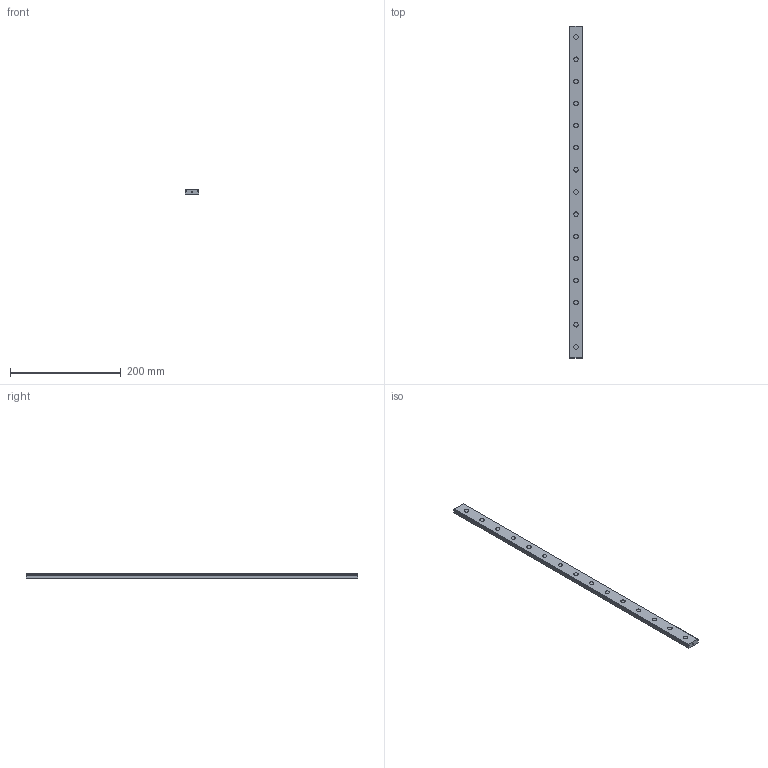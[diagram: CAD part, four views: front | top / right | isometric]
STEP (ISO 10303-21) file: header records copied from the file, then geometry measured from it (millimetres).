
FILE_DESCRIPTION(('STEP AP214'),'1');
FILE_NAME('cctmp_7274CDCE-5312-416B-B20E-41A6B2140ED3_2021_02_24_09_25_55_0956..stp','2021-02-24T08:25:56',('HIWIN GmbH'),('CADClick - www.CADClick.com'),'Spatial InterOp 3D',' ','unknown authorization');
FILE_SCHEMA(('AUTOMOTIVE_DESIGN'));
Length unit declared in the file: millimetre
Products named in the file (1): MGWR12R600CM_FILE
Bounding box: 24 x 600 x 8.5 mm (x, y, z)
Volume: 115733.7 mm3; surface area: 44927.5 mm2
Topology: 1 solids, 1 shells, 230 faces, 537 edges, 358 vertices
Faces by surface type: plane 124, cylinder 106
Entity records: 8497 total; most frequent: DIRECTION 1211, CARTESIAN_POINT 1126, ORIENTED_EDGE 1074, EDGE_CURVE 537, AXIS2_PLACEMENT_3D 443, VERTEX_POINT 358, LINE 325, VECTOR 325
